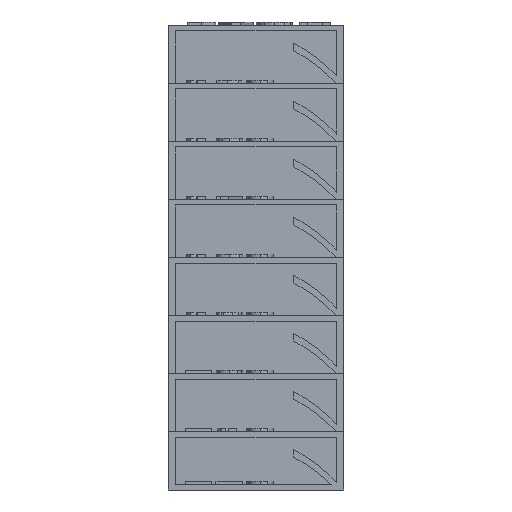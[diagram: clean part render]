
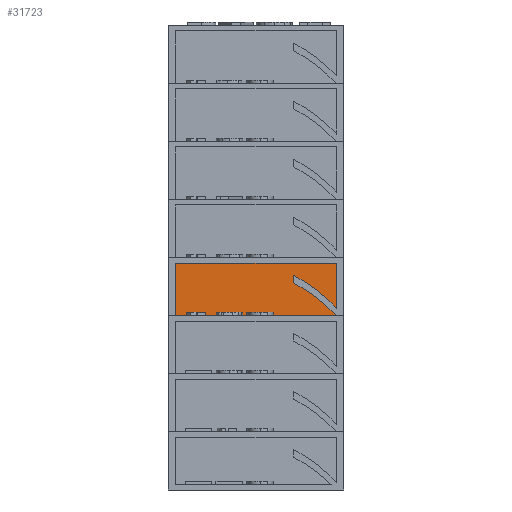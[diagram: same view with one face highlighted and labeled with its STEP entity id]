
A CAD part, front view. The second image highlights one B-rep face of the part: STEP entity #31723.
In plain terms, the highlighted planar face has unit normal (0, -1, 0).
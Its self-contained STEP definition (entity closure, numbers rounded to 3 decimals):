
#30780 = PLANE('',#30781);
#30781 = AXIS2_PLACEMENT_3D('',#30782,#30783,#30784);
#30782 = CARTESIAN_POINT('',(0.,2.331,29.7));
#30783 = DIRECTION('',(0.,0.,1.));
#30784 = DIRECTION('',(1.,0.,0.));
#30917 = VERTEX_POINT('',#30918);
#30918 = CARTESIAN_POINT('',(13.7,3.7,29.7));
#30932 = PLANE('',#30933);
#30933 = AXIS2_PLACEMENT_3D('',#30934,#30935,#30936);
#30934 = CARTESIAN_POINT('',(13.7,-5.,29.7));
#30935 = DIRECTION('',(-1.,0.,0.));
#30936 = DIRECTION('',(0.,1.,0.));
#30944 = EDGE_CURVE('',#30917,#30945,#30947,.T.);
#30945 = VERTEX_POINT('',#30946);
#30946 = CARTESIAN_POINT('',(-13.7,3.7,29.7));
#30947 = SURFACE_CURVE('',#30948,(#30952,#30959),.PCURVE_S1.);
#30948 = LINE('',#30949,#30950);
#30949 = CARTESIAN_POINT('',(13.7,3.7,29.7));
#30950 = VECTOR('',#30951,1.);
#30951 = DIRECTION('',(-1.,0.,0.));
#30952 = PCURVE('',#30780,#30953);
#30953 = DEFINITIONAL_REPRESENTATION('',(#30954),#30958);
#30954 = LINE('',#30955,#30956);
#30955 = CARTESIAN_POINT('',(13.7,1.369));
#30956 = VECTOR('',#30957,1.);
#30957 = DIRECTION('',(-1.,0.));
#30958 = ( GEOMETRIC_REPRESENTATION_CONTEXT(2) 
PARAMETRIC_REPRESENTATION_CONTEXT() REPRESENTATION_CONTEXT('2D SPACE',''
  ) );
#30959 = PCURVE('',#30960,#30965);
#30960 = PLANE('',#30961);
#30961 = AXIS2_PLACEMENT_3D('',#30962,#30963,#30964);
#30962 = CARTESIAN_POINT('',(13.7,3.7,29.7));
#30963 = DIRECTION('',(0.,-1.,0.));
#30964 = DIRECTION('',(-1.,0.,0.));
#30965 = DEFINITIONAL_REPRESENTATION('',(#30966),#30970);
#30966 = LINE('',#30967,#30968);
#30967 = CARTESIAN_POINT('',(0.,-0.));
#30968 = VECTOR('',#30969,1.);
#30969 = DIRECTION('',(1.,0.));
#30970 = ( GEOMETRIC_REPRESENTATION_CONTEXT(2) 
PARAMETRIC_REPRESENTATION_CONTEXT() REPRESENTATION_CONTEXT('2D SPACE',''
  ) );
#30988 = PLANE('',#30989);
#30989 = AXIS2_PLACEMENT_3D('',#30990,#30991,#30992);
#30990 = CARTESIAN_POINT('',(-13.7,3.7,29.7));
#30991 = DIRECTION('',(1.,0.,0.));
#30992 = DIRECTION('',(0.,-1.,0.));
#31273 = PLANE('',#31274);
#31274 = AXIS2_PLACEMENT_3D('',#31275,#31276,#31277);
#31275 = CARTESIAN_POINT('',(0.,0.,38.7));
#31276 = DIRECTION('',(0.,0.,1.));
#31277 = DIRECTION('',(1.,0.,0.));
#31680 = VERTEX_POINT('',#31681);
#31681 = CARTESIAN_POINT('',(13.7,3.7,38.7));
#31702 = EDGE_CURVE('',#30917,#31680,#31703,.T.);
#31703 = SURFACE_CURVE('',#31704,(#31708,#31715),.PCURVE_S1.);
#31704 = LINE('',#31705,#31706);
#31705 = CARTESIAN_POINT('',(13.7,3.7,29.7));
#31706 = VECTOR('',#31707,1.);
#31707 = DIRECTION('',(0.,0.,1.));
#31708 = PCURVE('',#30932,#31709);
#31709 = DEFINITIONAL_REPRESENTATION('',(#31710),#31714);
#31710 = LINE('',#31711,#31712);
#31711 = CARTESIAN_POINT('',(8.7,0.));
#31712 = VECTOR('',#31713,1.);
#31713 = DIRECTION('',(0.,-1.));
#31714 = ( GEOMETRIC_REPRESENTATION_CONTEXT(2) 
PARAMETRIC_REPRESENTATION_CONTEXT() REPRESENTATION_CONTEXT('2D SPACE',''
  ) );
#31715 = PCURVE('',#30960,#31716);
#31716 = DEFINITIONAL_REPRESENTATION('',(#31717),#31721);
#31717 = LINE('',#31718,#31719);
#31718 = CARTESIAN_POINT('',(0.,-0.));
#31719 = VECTOR('',#31720,1.);
#31720 = DIRECTION('',(0.,-1.));
#31721 = ( GEOMETRIC_REPRESENTATION_CONTEXT(2) 
PARAMETRIC_REPRESENTATION_CONTEXT() REPRESENTATION_CONTEXT('2D SPACE',''
  ) );
#31723 = ADVANCED_FACE('',(#31724),#30960,.T.);
#31724 = FACE_BOUND('',#31725,.T.);
#31725 = EDGE_LOOP('',(#31726,#31727,#31728,#31751));
#31726 = ORIENTED_EDGE('',*,*,#30944,.F.);
#31727 = ORIENTED_EDGE('',*,*,#31702,.T.);
#31728 = ORIENTED_EDGE('',*,*,#31729,.T.);
#31729 = EDGE_CURVE('',#31680,#31730,#31732,.T.);
#31730 = VERTEX_POINT('',#31731);
#31731 = CARTESIAN_POINT('',(-13.7,3.7,38.7));
#31732 = SURFACE_CURVE('',#31733,(#31737,#31744),.PCURVE_S1.);
#31733 = LINE('',#31734,#31735);
#31734 = CARTESIAN_POINT('',(6.85,3.7,38.7));
#31735 = VECTOR('',#31736,1.);
#31736 = DIRECTION('',(-1.,0.,0.));
#31737 = PCURVE('',#30960,#31738);
#31738 = DEFINITIONAL_REPRESENTATION('',(#31739),#31743);
#31739 = LINE('',#31740,#31741);
#31740 = CARTESIAN_POINT('',(6.85,-9.));
#31741 = VECTOR('',#31742,1.);
#31742 = DIRECTION('',(1.,0.));
#31743 = ( GEOMETRIC_REPRESENTATION_CONTEXT(2) 
PARAMETRIC_REPRESENTATION_CONTEXT() REPRESENTATION_CONTEXT('2D SPACE',''
  ) );
#31744 = PCURVE('',#31273,#31745);
#31745 = DEFINITIONAL_REPRESENTATION('',(#31746),#31750);
#31746 = LINE('',#31747,#31748);
#31747 = CARTESIAN_POINT('',(6.85,3.7));
#31748 = VECTOR('',#31749,1.);
#31749 = DIRECTION('',(-1.,0.));
#31750 = ( GEOMETRIC_REPRESENTATION_CONTEXT(2) 
PARAMETRIC_REPRESENTATION_CONTEXT() REPRESENTATION_CONTEXT('2D SPACE',''
  ) );
#31751 = ORIENTED_EDGE('',*,*,#31752,.F.);
#31752 = EDGE_CURVE('',#30945,#31730,#31753,.T.);
#31753 = SURFACE_CURVE('',#31754,(#31758,#31765),.PCURVE_S1.);
#31754 = LINE('',#31755,#31756);
#31755 = CARTESIAN_POINT('',(-13.7,3.7,29.7));
#31756 = VECTOR('',#31757,1.);
#31757 = DIRECTION('',(0.,0.,1.));
#31758 = PCURVE('',#30960,#31759);
#31759 = DEFINITIONAL_REPRESENTATION('',(#31760),#31764);
#31760 = LINE('',#31761,#31762);
#31761 = CARTESIAN_POINT('',(27.4,0.));
#31762 = VECTOR('',#31763,1.);
#31763 = DIRECTION('',(0.,-1.));
#31764 = ( GEOMETRIC_REPRESENTATION_CONTEXT(2) 
PARAMETRIC_REPRESENTATION_CONTEXT() REPRESENTATION_CONTEXT('2D SPACE',''
  ) );
#31765 = PCURVE('',#30988,#31766);
#31766 = DEFINITIONAL_REPRESENTATION('',(#31767),#31771);
#31767 = LINE('',#31768,#31769);
#31768 = CARTESIAN_POINT('',(0.,0.));
#31769 = VECTOR('',#31770,1.);
#31770 = DIRECTION('',(0.,-1.));
#31771 = ( GEOMETRIC_REPRESENTATION_CONTEXT(2) 
PARAMETRIC_REPRESENTATION_CONTEXT() REPRESENTATION_CONTEXT('2D SPACE',''
  ) );
